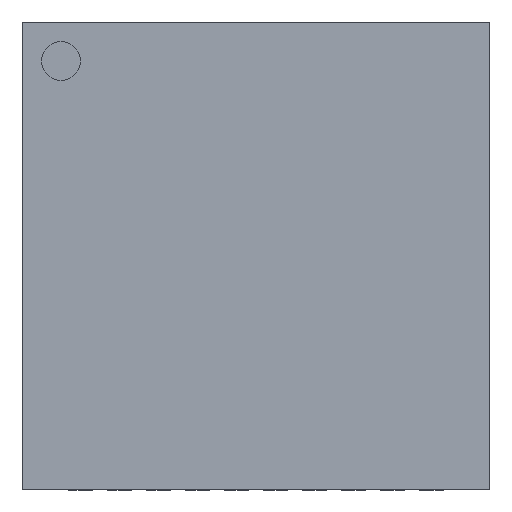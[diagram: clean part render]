
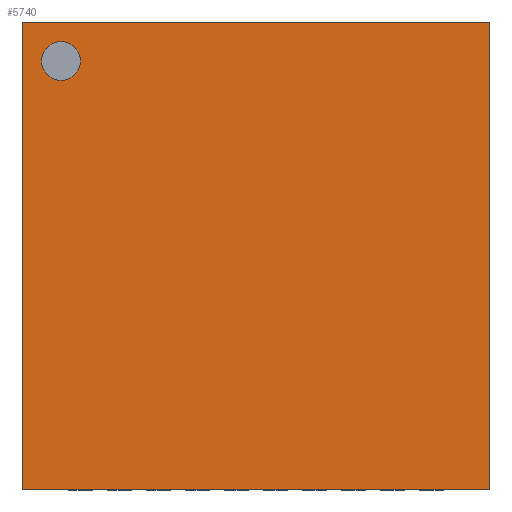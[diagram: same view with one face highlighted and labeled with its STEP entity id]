
A CAD part, top view. The second image highlights one B-rep face of the part: STEP entity #5740.
In plain terms, the highlighted free-form (B-spline) face has degree [1, 1] with [2, 2] control points.
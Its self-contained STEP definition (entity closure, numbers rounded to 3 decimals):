
#230=CARTESIAN_POINT('',(-2.25,2.5,1.0));
#231=VERTEX_POINT('',#230);
#240=CARTESIAN_POINT('',(-2.75,2.5,1.0));
#241=VERTEX_POINT('',#240);
#242=CARTESIAN_POINT('',(-2.5,2.5,1.0));
#243=DIRECTION('',(0.0,0.0,-1.0));
#244=DIRECTION('',(1.0,0.0,0.0));
#245=AXIS2_PLACEMENT_3D('',#242,#243,#244);
#246=CIRCLE('',#245,0.25);
#247=EDGE_CURVE('',#241,#231,#246,.T.);
#281=CARTESIAN_POINT('',(-2.5,2.5,1.0));
#282=DIRECTION('',(0.0,0.0,-1.0));
#283=DIRECTION('',(1.0,0.0,0.0));
#284=AXIS2_PLACEMENT_3D('',#281,#282,#283);
#285=CIRCLE('',#284,0.25);
#286=EDGE_CURVE('',#231,#241,#285,.T.);
#5697=CARTESIAN_POINT('',(-3.0,-3.0,1.0));
#5698=CARTESIAN_POINT('',(3.0,-3.0,1.0));
#5699=CARTESIAN_POINT('',(-3.0,3.0,1.0));
#5700=CARTESIAN_POINT('',(3.0,3.0,1.0));
#5701=B_SPLINE_SURFACE_WITH_KNOTS('',1,1,((#5697,#5699),(#5698,#5700)),.UNSPECIFIED.,.F.,.F.,.U.,(2,2),(2,2),(0.0,6.0),(0.0,6.0),.UNSPECIFIED.);
#5702=CARTESIAN_POINT('',(3.0,3.0,1.0));
#5703=VERTEX_POINT('',#5702);
#5704=CARTESIAN_POINT('',(3.0,-3.0,1.0));
#5705=VERTEX_POINT('',#5704);
#5706=CARTESIAN_POINT('',(3.0,3.0,1.0));
#5707=DIRECTION('',(0.0,-1.0,0.0));
#5708=VECTOR('',#5707,6.0);
#5709=LINE('',#5706,#5708);
#5710=EDGE_CURVE('',#5703,#5705,#5709,.T.);
#5711=ORIENTED_EDGE('',*,*,#5710,.F.);
#5712=CARTESIAN_POINT('',(-3.0,3.0,1.0));
#5713=VERTEX_POINT('',#5712);
#5714=CARTESIAN_POINT('',(-3.0,3.0,1.0));
#5715=DIRECTION('',(1.0,0.0,0.0));
#5716=VECTOR('',#5715,6.0);
#5717=LINE('',#5714,#5716);
#5718=EDGE_CURVE('',#5713,#5703,#5717,.T.);
#5719=ORIENTED_EDGE('',*,*,#5718,.F.);
#5720=CARTESIAN_POINT('',(-3.0,-3.0,1.0));
#5721=VERTEX_POINT('',#5720);
#5722=CARTESIAN_POINT('',(-3.0,-3.0,1.0));
#5723=DIRECTION('',(0.0,1.0,0.0));
#5724=VECTOR('',#5723,6.0);
#5725=LINE('',#5722,#5724);
#5726=EDGE_CURVE('',#5721,#5713,#5725,.T.);
#5727=ORIENTED_EDGE('',*,*,#5726,.F.);
#5728=CARTESIAN_POINT('',(3.0,-3.0,1.0));
#5729=DIRECTION('',(-1.0,0.0,0.0));
#5730=VECTOR('',#5729,6.0);
#5731=LINE('',#5728,#5730);
#5732=EDGE_CURVE('',#5705,#5721,#5731,.T.);
#5733=ORIENTED_EDGE('',*,*,#5732,.F.);
#5734=EDGE_LOOP('',(#5711,#5719,#5727,#5733));
#5735=FACE_OUTER_BOUND('',#5734,.T.);
#5736=ORIENTED_EDGE('',*,*,#286,.T.);
#5737=ORIENTED_EDGE('',*,*,#247,.T.);
#5738=EDGE_LOOP('',(#5736,#5737));
#5739=FACE_BOUND('',#5738,.T.);
#5740=ADVANCED_FACE('',(#5735,#5739),#5701,.T.);
